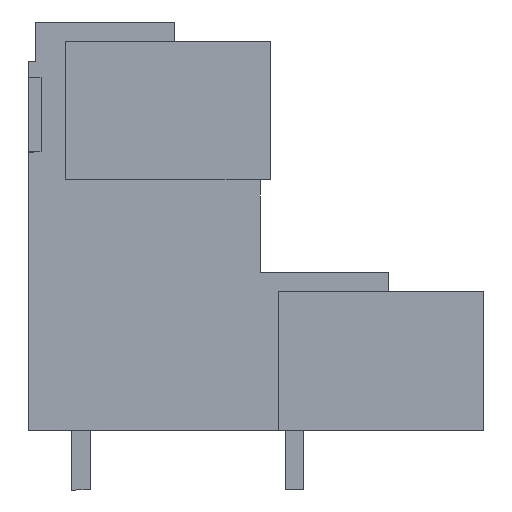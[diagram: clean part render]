
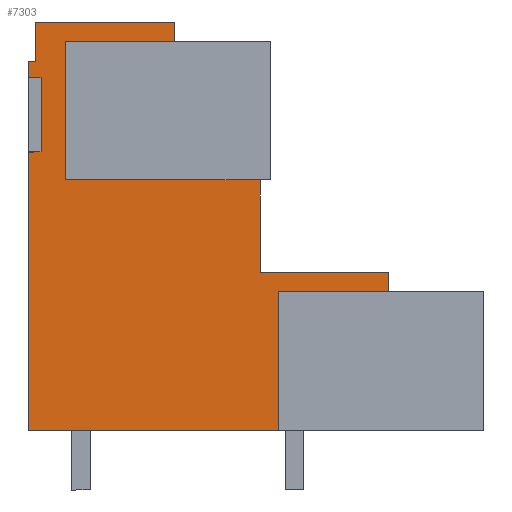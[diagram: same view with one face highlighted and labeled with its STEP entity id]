
A CAD part, left-side view. The second image highlights one B-rep face of the part: STEP entity #7303.
In plain terms, the highlighted planar face has unit normal (-1, 0, 0).
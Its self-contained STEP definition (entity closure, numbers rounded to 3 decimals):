
#7264=AXIS2_PLACEMENT_3D('Plane Axis2P3D',#7261,#7262,#7263) ;
#209=CARTESIAN_POINT('Line Origine',(3.45,22.55,20.438)) ;
#213=CARTESIAN_POINT('Vertex',(3.45,22.55,24.175)) ;
#215=CARTESIAN_POINT('Vertex',(3.45,22.55,16.7)) ;
#622=CARTESIAN_POINT('Vertex',(3.45,12.05,16.7)) ;
#630=CARTESIAN_POINT('Line Origine',(3.45,17.3,16.7)) ;
#1150=CARTESIAN_POINT('Vertex',(3.45,16.65,24.175)) ;
#1153=CARTESIAN_POINT('Line Origine',(3.45,19.6,24.175)) ;
#3552=CARTESIAN_POINT('Line Origine',(3.45,23.85,20.2)) ;
#3556=CARTESIAN_POINT('Vertex',(3.45,23.85,22.2)) ;
#3558=CARTESIAN_POINT('Vertex',(3.45,23.85,18.2)) ;
#3632=CARTESIAN_POINT('Vertex',(3.45,24.15,25.2)) ;
#3648=CARTESIAN_POINT('Vertex',(3.45,24.15,23.09)) ;
#3651=CARTESIAN_POINT('Line Origine',(3.45,24.15,24.145)) ;
#3759=CARTESIAN_POINT('Vertex',(3.45,24.55,18.2)) ;
#3762=CARTESIAN_POINT('Line Origine',(3.45,24.2,18.2)) ;
#3803=CARTESIAN_POINT('Line Origine',(3.45,24.2,22.2)) ;
#3807=CARTESIAN_POINT('Vertex',(3.45,24.55,22.2)) ;
#4351=CARTESIAN_POINT('Vertex',(3.45,5.15,10.7)) ;
#4354=CARTESIAN_POINT('Line Origine',(3.45,8.1,10.7)) ;
#4358=CARTESIAN_POINT('Vertex',(3.45,11.05,10.7)) ;
#4643=CARTESIAN_POINT('Vertex',(3.45,5.15,11.7)) ;
#4646=CARTESIAN_POINT('Line Origine',(3.45,5.15,11.2)) ;
#4674=CARTESIAN_POINT('Vertex',(3.45,12.05,11.7)) ;
#4677=CARTESIAN_POINT('Line Origine',(3.45,8.6,11.7)) ;
#4720=CARTESIAN_POINT('Line Origine',(3.45,12.05,14.2)) ;
#4776=CARTESIAN_POINT('Vertex',(3.45,16.65,25.2)) ;
#4779=CARTESIAN_POINT('Line Origine',(3.45,16.65,24.688)) ;
#5593=CARTESIAN_POINT('Line Origine',(3.45,20.4,25.2)) ;
#5938=CARTESIAN_POINT('Line Origine',(3.45,24.35,23.09)) ;
#5942=CARTESIAN_POINT('Vertex',(3.45,24.55,23.09)) ;
#6946=CARTESIAN_POINT('Line Origine',(3.45,11.05,6.95)) ;
#6950=CARTESIAN_POINT('Vertex',(3.45,11.05,3.2)) ;
#7261=CARTESIAN_POINT('Axis2P3D Location',(3.45,24.15,3.2)) ;
#7266=CARTESIAN_POINT('Line Origine',(3.45,24.55,10.7)) ;
#7270=CARTESIAN_POINT('Vertex',(3.45,24.55,3.2)) ;
#7273=CARTESIAN_POINT('Line Origine',(3.45,17.8,3.2)) ;
#7278=CARTESIAN_POINT('Line Origine',(3.45,24.55,22.645)) ;
#210=DIRECTION('Vector Direction',(0.,0.,-1.)) ;
#631=DIRECTION('Vector Direction',(0.,1.,0.)) ;
#1154=DIRECTION('Vector Direction',(0.,1.,0.)) ;
#3553=DIRECTION('Vector Direction',(0.,0.,-1.)) ;
#3652=DIRECTION('Vector Direction',(0.,0.,1.)) ;
#3763=DIRECTION('Vector Direction',(0.,-1.,0.)) ;
#3804=DIRECTION('Vector Direction',(0.,-1.,0.)) ;
#4355=DIRECTION('Vector Direction',(0.,1.,0.)) ;
#4647=DIRECTION('Vector Direction',(0.,0.,1.)) ;
#4678=DIRECTION('Vector Direction',(0.,1.,0.)) ;
#4721=DIRECTION('Vector Direction',(0.,0.,1.)) ;
#4780=DIRECTION('Vector Direction',(0.,0.,1.)) ;
#5594=DIRECTION('Vector Direction',(0.,1.,0.)) ;
#5939=DIRECTION('Vector Direction',(0.,1.,0.)) ;
#6947=DIRECTION('Vector Direction',(0.,0.,-1.)) ;
#7262=DIRECTION('Axis2P3D Direction',(-1.,0.,0.)) ;
#7263=DIRECTION('Axis2P3D XDirection',(0.,1.,0.)) ;
#7267=DIRECTION('Vector Direction',(0.,0.,-1.)) ;
#7274=DIRECTION('Vector Direction',(0.,-1.,0.)) ;
#7279=DIRECTION('Vector Direction',(0.,0.,-1.)) ;
#211=VECTOR('Line Direction',#210,1.) ;
#632=VECTOR('Line Direction',#631,1.) ;
#1155=VECTOR('Line Direction',#1154,1.) ;
#3554=VECTOR('Line Direction',#3553,1.) ;
#3653=VECTOR('Line Direction',#3652,1.) ;
#3764=VECTOR('Line Direction',#3763,1.) ;
#3805=VECTOR('Line Direction',#3804,1.) ;
#4356=VECTOR('Line Direction',#4355,1.) ;
#4648=VECTOR('Line Direction',#4647,1.) ;
#4679=VECTOR('Line Direction',#4678,1.) ;
#4722=VECTOR('Line Direction',#4721,1.) ;
#4781=VECTOR('Line Direction',#4780,1.) ;
#5595=VECTOR('Line Direction',#5594,1.) ;
#5940=VECTOR('Line Direction',#5939,1.) ;
#6948=VECTOR('Line Direction',#6947,1.) ;
#7268=VECTOR('Line Direction',#7267,1.) ;
#7275=VECTOR('Line Direction',#7274,1.) ;
#7280=VECTOR('Line Direction',#7279,1.) ;
#7284=ORIENTED_EDGE('',*,*,#7272,.T.) ;
#7285=ORIENTED_EDGE('',*,*,#7277,.T.) ;
#7286=ORIENTED_EDGE('',*,*,#6952,.F.) ;
#7287=ORIENTED_EDGE('',*,*,#4360,.F.) ;
#7288=ORIENTED_EDGE('',*,*,#4650,.T.) ;
#7289=ORIENTED_EDGE('',*,*,#4681,.T.) ;
#7290=ORIENTED_EDGE('',*,*,#4724,.T.) ;
#7291=ORIENTED_EDGE('',*,*,#634,.T.) ;
#7292=ORIENTED_EDGE('',*,*,#217,.F.) ;
#7293=ORIENTED_EDGE('',*,*,#1157,.F.) ;
#7294=ORIENTED_EDGE('',*,*,#4783,.T.) ;
#7295=ORIENTED_EDGE('',*,*,#5597,.T.) ;
#7296=ORIENTED_EDGE('',*,*,#3655,.T.) ;
#7297=ORIENTED_EDGE('',*,*,#5944,.T.) ;
#7298=ORIENTED_EDGE('',*,*,#7282,.T.) ;
#7299=ORIENTED_EDGE('',*,*,#3809,.T.) ;
#7300=ORIENTED_EDGE('',*,*,#3560,.T.) ;
#7301=ORIENTED_EDGE('',*,*,#3766,.F.) ;
#7303=ADVANCED_FACE('HOUSING',(#7302),#7265,.T.) ;
#217=EDGE_CURVE('',#214,#216,#212,.T.) ;
#634=EDGE_CURVE('',#623,#216,#633,.T.) ;
#1157=EDGE_CURVE('',#1151,#214,#1156,.T.) ;
#3560=EDGE_CURVE('',#3557,#3559,#3555,.T.) ;
#3655=EDGE_CURVE('',#3633,#3649,#3654,.F.) ;
#3766=EDGE_CURVE('',#3760,#3559,#3765,.T.) ;
#3809=EDGE_CURVE('',#3808,#3557,#3806,.T.) ;
#4360=EDGE_CURVE('',#4352,#4359,#4357,.T.) ;
#4650=EDGE_CURVE('',#4352,#4644,#4649,.T.) ;
#4681=EDGE_CURVE('',#4644,#4675,#4680,.T.) ;
#4724=EDGE_CURVE('',#4675,#623,#4723,.T.) ;
#4783=EDGE_CURVE('',#1151,#4777,#4782,.T.) ;
#5597=EDGE_CURVE('',#4777,#3633,#5596,.T.) ;
#5944=EDGE_CURVE('',#3649,#5943,#5941,.T.) ;
#6952=EDGE_CURVE('',#4359,#6951,#6949,.T.) ;
#7272=EDGE_CURVE('',#3760,#7271,#7269,.T.) ;
#7277=EDGE_CURVE('',#7271,#6951,#7276,.T.) ;
#7282=EDGE_CURVE('',#5943,#3808,#7281,.T.) ;
#7283=EDGE_LOOP('',(#7284,#7285,#7286,#7287,#7288,#7289,#7290,#7291,#7292,#7293,#7294,#7295,#7296,#7297,#7298,#7299,#7300,#7301)) ;
#7302=FACE_OUTER_BOUND('',#7283,.T.) ;
#212=LINE('Line',#209,#211) ;
#633=LINE('Line',#630,#632) ;
#1156=LINE('Line',#1153,#1155) ;
#3555=LINE('Line',#3552,#3554) ;
#3654=LINE('Line',#3651,#3653) ;
#3765=LINE('Line',#3762,#3764) ;
#3806=LINE('Line',#3803,#3805) ;
#4357=LINE('Line',#4354,#4356) ;
#4649=LINE('Line',#4646,#4648) ;
#4680=LINE('Line',#4677,#4679) ;
#4723=LINE('Line',#4720,#4722) ;
#4782=LINE('Line',#4779,#4781) ;
#5596=LINE('Line',#5593,#5595) ;
#5941=LINE('Line',#5938,#5940) ;
#6949=LINE('Line',#6946,#6948) ;
#7269=LINE('Line',#7266,#7268) ;
#7276=LINE('Line',#7273,#7275) ;
#7281=LINE('Line',#7278,#7280) ;
#7265=PLANE('',#7264) ;
#214=VERTEX_POINT('',#213) ;
#216=VERTEX_POINT('',#215) ;
#623=VERTEX_POINT('',#622) ;
#1151=VERTEX_POINT('',#1150) ;
#3557=VERTEX_POINT('',#3556) ;
#3559=VERTEX_POINT('',#3558) ;
#3633=VERTEX_POINT('',#3632) ;
#3649=VERTEX_POINT('',#3648) ;
#3760=VERTEX_POINT('',#3759) ;
#3808=VERTEX_POINT('',#3807) ;
#4352=VERTEX_POINT('',#4351) ;
#4359=VERTEX_POINT('',#4358) ;
#4644=VERTEX_POINT('',#4643) ;
#4675=VERTEX_POINT('',#4674) ;
#4777=VERTEX_POINT('',#4776) ;
#5943=VERTEX_POINT('',#5942) ;
#6951=VERTEX_POINT('',#6950) ;
#7271=VERTEX_POINT('',#7270) ;
